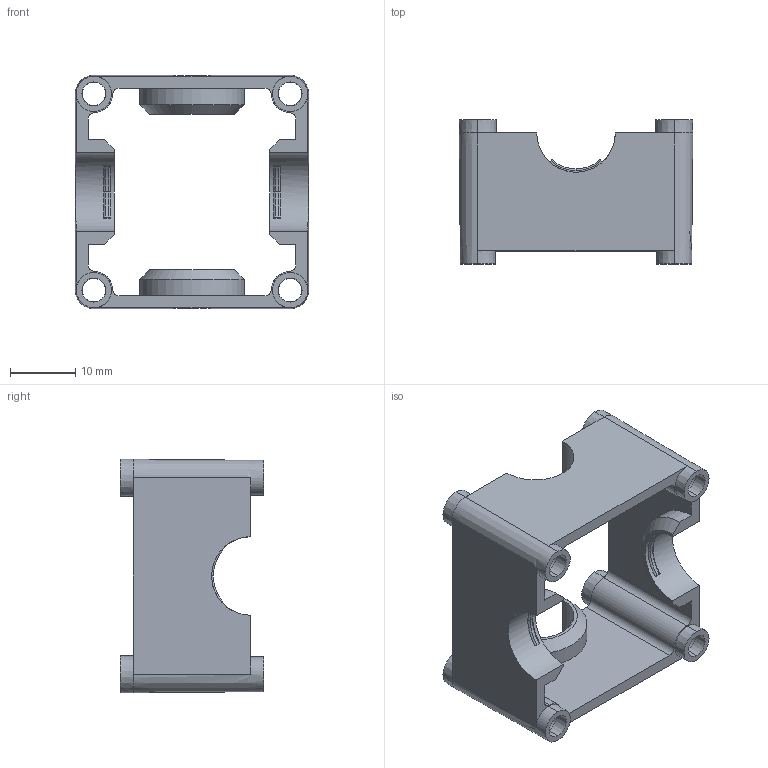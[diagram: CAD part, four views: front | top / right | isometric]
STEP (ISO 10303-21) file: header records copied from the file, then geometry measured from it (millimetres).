
FILE_DESCRIPTION (( 'STEP AP203' ), '1' );
FILE_NAME ('1321-B2P-A.STEP', '2013-08-15T16:48:16', ( '' ), ( '' ), 'SwSTEP 2.0', 'SolidWorks 2013', '' );
FILE_SCHEMA (( 'CONFIG_CONTROL_DESIGN' ));
Length unit declared in the file: millimetre
Products named in the file (1): 1321-B2P-A
Bounding box: 35.71 x 22 x 35.71 mm (x, y, z)
Volume: 5014.7 mm3; surface area: 6720.5 mm2
Topology: 1 solids, 1 shells, 120 faces, 312 edges, 196 vertices
Faces by surface type: plane 40, cone 36, bspline 24, cylinder 20
Entity records: 4775 total; most frequent: CARTESIAN_POINT 1811, ORIENTED_EDGE 624, DIRECTION 590, EDGE_CURVE 312, AXIS2_PLACEMENT_3D 225, VERTEX_POINT 196, VECTOR 140, LINE 140
